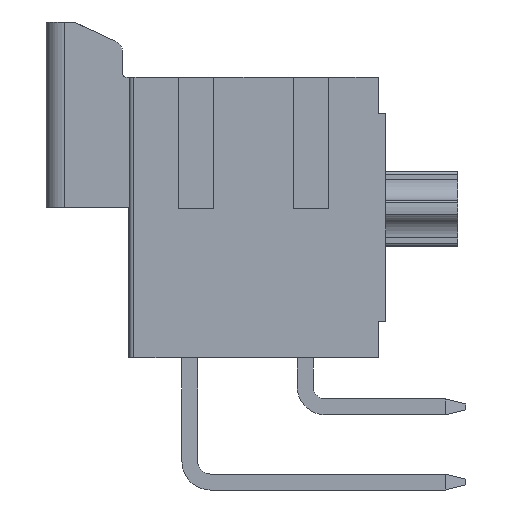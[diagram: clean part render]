
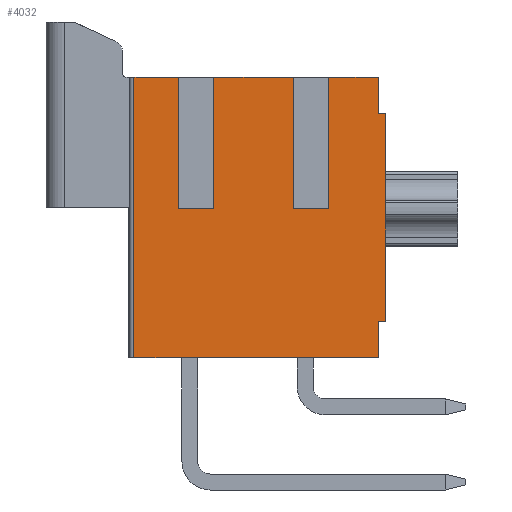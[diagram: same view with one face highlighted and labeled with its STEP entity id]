
A CAD part, left-side view. The second image highlights one B-rep face of the part: STEP entity #4032.
In plain terms, the highlighted planar face has unit normal (-1, 0, 0).
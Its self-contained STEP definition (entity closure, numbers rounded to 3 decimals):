
#1=DIRECTION('',(0.,0.,1.));
#2=VECTOR('',#1,1.45);
#3=CARTESIAN_POINT('',(-4.,-4.975,-5.6));
#4=LINE('',#3,#2);
#17=DIRECTION('',(0.,0.,1.));
#18=VECTOR('',#17,1.45);
#19=CARTESIAN_POINT('',(-4.,-4.975,4.15));
#20=LINE('',#19,#18);
#161=DIRECTION('',(0.,0.,1.));
#162=VECTOR('',#161,11.2);
#163=CARTESIAN_POINT('',(-4.,4.775,-5.6));
#164=LINE('',#163,#162);
#165=DIRECTION('',(0.,0.,-1.));
#166=VECTOR('',#165,5.25);
#167=CARTESIAN_POINT('',(-4.,2.995,5.6));
#168=LINE('',#167,#166);
#169=DIRECTION('',(0.,1.,0.));
#170=VECTOR('',#169,1.4);
#171=CARTESIAN_POINT('',(-4.,1.595,0.35));
#172=LINE('',#171,#170);
#173=DIRECTION('',(0.,0.,-1.));
#174=VECTOR('',#173,5.25);
#175=CARTESIAN_POINT('',(-4.,1.595,5.6));
#176=LINE('',#175,#174);
#177=DIRECTION('',(0.,0.,-1.));
#178=VECTOR('',#177,5.25);
#179=CARTESIAN_POINT('',(-4.,-1.595,5.6));
#180=LINE('',#179,#178);
#181=DIRECTION('',(0.,1.,0.));
#182=VECTOR('',#181,1.4);
#183=CARTESIAN_POINT('',(-4.,-2.995,0.35));
#184=LINE('',#183,#182);
#185=DIRECTION('',(0.,0.,-1.));
#186=VECTOR('',#185,5.25);
#187=CARTESIAN_POINT('',(-4.,-2.995,5.6));
#188=LINE('',#187,#186);
#189=DIRECTION('',(0.,-1.,0.));
#190=VECTOR('',#189,0.3);
#191=CARTESIAN_POINT('',(-4.,-4.975,4.15));
#192=LINE('',#191,#190);
#193=DIRECTION('',(0.,1.,0.));
#194=VECTOR('',#193,9.75);
#195=CARTESIAN_POINT('',(-4.,-4.975,-5.6));
#196=LINE('',#195,#194);
#328=DIRECTION('',(0.,1.,0.));
#329=VECTOR('',#328,1.98);
#330=CARTESIAN_POINT('',(-4.,-4.975,5.6));
#331=LINE('',#330,#329);
#344=DIRECTION('',(0.,1.,0.));
#345=VECTOR('',#344,3.19);
#346=CARTESIAN_POINT('',(-4.,-1.595,5.6));
#347=LINE('',#346,#345);
#360=DIRECTION('',(0.,1.,0.));
#361=VECTOR('',#360,1.78);
#362=CARTESIAN_POINT('',(-4.,2.995,5.6));
#363=LINE('',#362,#361);
#1932=DIRECTION('',(0.,0.,-1.));
#1933=VECTOR('',#1932,8.3);
#1934=CARTESIAN_POINT('',(-4.,-5.275,4.15));
#1935=LINE('',#1934,#1933);
#1972=DIRECTION('',(0.,-1.,0.));
#1973=VECTOR('',#1972,0.3);
#1974=CARTESIAN_POINT('',(-4.,-4.975,-4.15));
#1975=LINE('',#1974,#1973);
#2991=CARTESIAN_POINT('',(-4.,-4.975,5.6));
#2993=VERTEX_POINT('',#2991);
#2996=CARTESIAN_POINT('',(-4.,-4.975,-5.6));
#2998=VERTEX_POINT('',#2996);
#3019=CARTESIAN_POINT('',(-4.,-4.975,-4.15));
#3020=VERTEX_POINT('',#3019);
#3087=CARTESIAN_POINT('',(-4.,-2.995,0.35));
#3088=CARTESIAN_POINT('',(-4.,-1.595,0.35));
#3089=VERTEX_POINT('',#3087);
#3090=VERTEX_POINT('',#3088);
#3091=CARTESIAN_POINT('',(-4.,-1.595,5.6));
#3092=VERTEX_POINT('',#3091);
#3261=CARTESIAN_POINT('',(-4.,-2.995,5.6));
#3262=VERTEX_POINT('',#3261);
#3265=CARTESIAN_POINT('',(-4.,1.595,5.6));
#3266=VERTEX_POINT('',#3265);
#3323=CARTESIAN_POINT('',(-4.,4.775,5.6));
#3325=VERTEX_POINT('',#3323);
#3326=CARTESIAN_POINT('',(-4.,4.775,-5.6));
#3327=VERTEX_POINT('',#3326);
#3363=CARTESIAN_POINT('',(-4.,-5.275,4.15));
#3364=CARTESIAN_POINT('',(-4.,-5.275,-4.15));
#3365=VERTEX_POINT('',#3363);
#3366=VERTEX_POINT('',#3364);
#3383=CARTESIAN_POINT('',(-4.,-4.975,4.15));
#3384=VERTEX_POINT('',#3383);
#3669=CARTESIAN_POINT('',(-4.,1.595,0.35));
#3670=CARTESIAN_POINT('',(-4.,2.995,0.35));
#3671=VERTEX_POINT('',#3669);
#3672=VERTEX_POINT('',#3670);
#3673=CARTESIAN_POINT('',(-4.,2.995,5.6));
#3674=VERTEX_POINT('',#3673);
#3995=CARTESIAN_POINT('',(-4.,-4.975,-5.6));
#3996=DIRECTION('',(-1.,0.,0.));
#3997=DIRECTION('',(0.,0.,1.));
#3998=AXIS2_PLACEMENT_3D('',#3995,#3996,#3997);
#3999=PLANE('',#3998);
#4001=ORIENTED_EDGE('',*,*,#4000,.T.);
#4003=ORIENTED_EDGE('',*,*,#4002,.F.);
#4005=ORIENTED_EDGE('',*,*,#4004,.T.);
#4007=ORIENTED_EDGE('',*,*,#4006,.F.);
#4009=ORIENTED_EDGE('',*,*,#4008,.F.);
#4011=ORIENTED_EDGE('',*,*,#4010,.F.);
#4013=ORIENTED_EDGE('',*,*,#4012,.T.);
#4015=ORIENTED_EDGE('',*,*,#4014,.F.);
#4017=ORIENTED_EDGE('',*,*,#4016,.F.);
#4019=ORIENTED_EDGE('',*,*,#4018,.F.);
#4020=ORIENTED_EDGE('',*,*,#3926,.F.);
#4022=ORIENTED_EDGE('',*,*,#4021,.T.);
#4024=ORIENTED_EDGE('',*,*,#4023,.T.);
#4026=ORIENTED_EDGE('',*,*,#4025,.F.);
#4027=ORIENTED_EDGE('',*,*,#3918,.F.);
#4029=ORIENTED_EDGE('',*,*,#4028,.T.);
#4030=EDGE_LOOP('',(#4001,#4003,#4005,#4007,#4009,#4011,#4013,#4015,#4017,#4019,
#4020,#4022,#4024,#4026,#4027,#4029));
#4031=FACE_OUTER_BOUND('',#4030,.F.);
#4032=ADVANCED_FACE('',(#4031),#3999,.T.);
#3918=EDGE_CURVE('',#2998,#3020,#4,.T.);
#3926=EDGE_CURVE('',#3384,#2993,#20,.T.);
#4000=EDGE_CURVE('',#3327,#3325,#164,.T.);
#4002=EDGE_CURVE('',#3674,#3325,#363,.T.);
#4004=EDGE_CURVE('',#3674,#3672,#168,.T.);
#4006=EDGE_CURVE('',#3671,#3672,#172,.T.);
#4008=EDGE_CURVE('',#3266,#3671,#176,.T.);
#4010=EDGE_CURVE('',#3092,#3266,#347,.T.);
#4012=EDGE_CURVE('',#3092,#3090,#180,.T.);
#4014=EDGE_CURVE('',#3089,#3090,#184,.T.);
#4016=EDGE_CURVE('',#3262,#3089,#188,.T.);
#4018=EDGE_CURVE('',#2993,#3262,#331,.T.);
#4021=EDGE_CURVE('',#3384,#3365,#192,.T.);
#4023=EDGE_CURVE('',#3365,#3366,#1935,.T.);
#4025=EDGE_CURVE('',#3020,#3366,#1975,.T.);
#4028=EDGE_CURVE('',#2998,#3327,#196,.T.);
